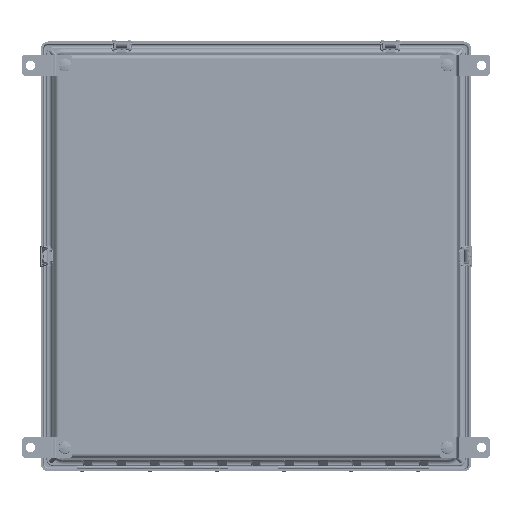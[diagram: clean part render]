
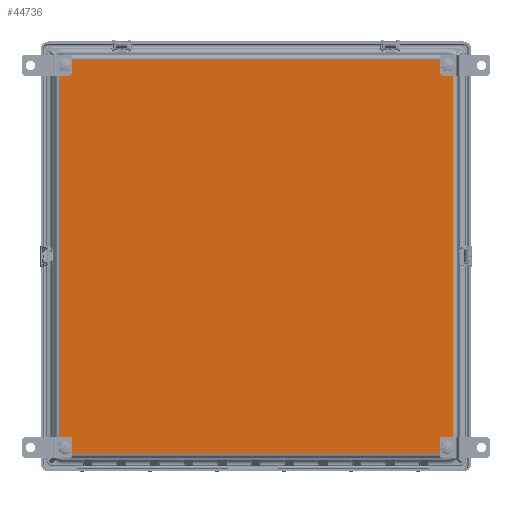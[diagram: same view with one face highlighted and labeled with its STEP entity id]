
A CAD part, front view. The second image highlights one B-rep face of the part: STEP entity #44736.
In plain terms, the highlighted planar face has unit normal (0, -1, 0).
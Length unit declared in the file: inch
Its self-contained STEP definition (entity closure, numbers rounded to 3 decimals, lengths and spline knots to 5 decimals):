
#816 = AXIS2_PLACEMENT_3D ( 'NONE', #58166, #28995, #63075 ) ;
#841 = DIRECTION ( 'NONE',  ( 0., 0., 1. ) ) ;
#1109 = FACE_OUTER_BOUND ( 'NONE', #8482, .T. ) ;
#1624 = CIRCLE ( 'NONE', #46498, 0.3525 ) ;
#1880 = EDGE_CURVE ( 'NONE', #40234, #55910, #3456, .T. ) ;
#3250 = CARTESIAN_POINT ( 'NONE',  ( -11.375, -8.125, 11.7275 ) ) ;
#3456 = CIRCLE ( 'NONE', #816, 0.28987 ) ;
#3705 = EDGE_LOOP ( 'NONE', ( #51919, #51571 ) ) ;
#4643 = ORIENTED_EDGE ( 'NONE', *, *, #57090, .T. ) ;
#4697 = CARTESIAN_POINT ( 'NONE',  ( -11.74287, -8.125, -11.453 ) ) ;
#5006 = CIRCLE ( 'NONE', #61334, 0.3525 ) ;
#5300 = VERTEX_POINT ( 'NONE', #18135 ) ;
#5542 = EDGE_LOOP ( 'NONE', ( #15475, #30836 ) ) ;
#5617 = CARTESIAN_POINT ( 'NONE',  ( 11.375, -8.125, 11.7275 ) ) ;
#5914 = DIRECTION ( 'NONE',  ( 1., 0., 0. ) ) ;
#6527 = AXIS2_PLACEMENT_3D ( 'NONE', #17434, #51484, #22361 ) ;
#6631 = LINE ( 'NONE', #34092, #43888 ) ;
#6891 = ORIENTED_EDGE ( 'NONE', *, *, #20557, .T. ) ;
#6922 = DIRECTION ( 'NONE',  ( 0., 0., -1. ) ) ;
#7262 = EDGE_CURVE ( 'NONE', #5300, #9485, #6631, .T. ) ;
#7775 = DIRECTION ( 'NONE',  ( 0., 1., 0. ) ) ;
#8458 = VERTEX_POINT ( 'NONE', #34147 ) ;
#8482 = EDGE_LOOP ( 'NONE', ( #32585, #23840, #31033, #6891, #60517, #4643, #48106, #51459 ) ) ;
#9174 = CARTESIAN_POINT ( 'NONE',  ( 11.375, -8.125, 11.0225 ) ) ;
#9485 = VERTEX_POINT ( 'NONE', #19556 ) ;
#9715 = LINE ( 'NONE', #59545, #34093 ) ;
#10963 = AXIS2_PLACEMENT_3D ( 'NONE', #18742, #52781, #23643 ) ;
#11404 = DIRECTION ( 'NONE',  ( 0., 1., 0. ) ) ;
#13770 = CIRCLE ( 'NONE', #41177, 0.3525 ) ;
#14869 = AXIS2_PLACEMENT_3D ( 'NONE', #21204, #55244, #26120 ) ;
#15475 = ORIENTED_EDGE ( 'NONE', *, *, #15670, .T. ) ;
#15670 = EDGE_CURVE ( 'NONE', #8458, #60052, #32075, .T. ) ;
#16082 = EDGE_CURVE ( 'NONE', #38270, #21971, #13770, .T. ) ;
#16096 = EDGE_CURVE ( 'NONE', #21971, #38270, #26720, .T. ) ;
#16898 = VERTEX_POINT ( 'NONE', #24734 ) ;
#17434 = CARTESIAN_POINT ( 'NONE',  ( -11.375, -8.125, -11.375 ) ) ;
#17947 = CARTESIAN_POINT ( 'NONE',  ( 11.453, -8.125, -11.74287 ) ) ;
#18135 = CARTESIAN_POINT ( 'NONE',  ( 11.74287, -8.125, -11.453 ) ) ;
#18506 = CARTESIAN_POINT ( 'NONE',  ( 11.453, -8.125, 11.453 ) ) ;
#18600 = LINE ( 'NONE', #36082, #44447 ) ;
#18742 = CARTESIAN_POINT ( 'NONE',  ( -11.453, -8.125, -11.453 ) ) ;
#18985 = CARTESIAN_POINT ( 'NONE',  ( -11.453, -8.125, -11.74287 ) ) ;
#19556 = CARTESIAN_POINT ( 'NONE',  ( 11.74287, -8.125, 11.453 ) ) ;
#19592 = ORIENTED_EDGE ( 'NONE', *, *, #32714, .T. ) ;
#20177 = DIRECTION ( 'NONE',  ( 0., 1., 0. ) ) ;
#20557 = EDGE_CURVE ( 'NONE', #45889, #5300, #45306, .T. ) ;
#20660 = DIRECTION ( 'NONE',  ( 0., 1., 0. ) ) ;
#21204 = CARTESIAN_POINT ( 'NONE',  ( 11.453, -8.125, -11.453 ) ) ;
#21704 = EDGE_CURVE ( 'NONE', #23572, #40234, #33791, .T. ) ;
#21971 = VERTEX_POINT ( 'NONE', #5617 ) ;
#22361 = DIRECTION ( 'NONE',  ( 0., 0., 1. ) ) ;
#22408 = VECTOR ( 'NONE', #60667, 39.37008 ) ;
#22629 = ORIENTED_EDGE ( 'NONE', *, *, #23432, .T. ) ;
#23405 = DIRECTION ( 'NONE',  ( 0., 0., 1. ) ) ;
#23432 = EDGE_CURVE ( 'NONE', #55464, #16898, #31049, .T. ) ;
#23572 = VERTEX_POINT ( 'NONE', #59058 ) ;
#23643 = DIRECTION ( 'NONE',  ( 0., 0., 1. ) ) ;
#23840 = ORIENTED_EDGE ( 'NONE', *, *, #52914, .T. ) ;
#24734 = CARTESIAN_POINT ( 'NONE',  ( -11.375, -8.125, 11.0225 ) ) ;
#26120 = DIRECTION ( 'NONE',  ( 0., 0., 1. ) ) ;
#26127 = CARTESIAN_POINT ( 'NONE',  ( 11.375, -8.125, 11.375 ) ) ;
#26275 = AXIS2_PLACEMENT_3D ( 'NONE', #18506, #52538, #23405 ) ;
#26720 = CIRCLE ( 'NONE', #44419, 0.3525 ) ;
#26951 = CARTESIAN_POINT ( 'NONE',  ( -11.453, -8.125, 11.453 ) ) ;
#27153 = PLANE ( 'NONE',  #40153 ) ;
#28437 = ORIENTED_EDGE ( 'NONE', *, *, #57287, .T. ) ;
#28859 = CIRCLE ( 'NONE', #49079, 0.3525 ) ;
#28866 = DIRECTION ( 'NONE',  ( 0., 1., 0. ) ) ;
#28894 = DIRECTION ( 'NONE',  ( 0., 1., 0. ) ) ;
#28995 = DIRECTION ( 'NONE',  ( 0., -1., 0. ) ) ;
#29412 = CARTESIAN_POINT ( 'NONE',  ( 11.375, -8.125, -11.7275 ) ) ;
#29954 = DIRECTION ( 'NONE',  ( 0., 1., 0. ) ) ;
#30836 = ORIENTED_EDGE ( 'NONE', *, *, #48457, .T. ) ;
#30998 = DIRECTION ( 'NONE',  ( 0., 0., 1. ) ) ;
#31033 = ORIENTED_EDGE ( 'NONE', *, *, #36312, .T. ) ;
#31049 = CIRCLE ( 'NONE', #49272, 0.3525 ) ;
#31487 = CARTESIAN_POINT ( 'NONE',  ( -11.453, -8.125, 11.74287 ) ) ;
#32075 = CIRCLE ( 'NONE', #6527, 0.3525 ) ;
#32585 = ORIENTED_EDGE ( 'NONE', *, *, #44620, .T. ) ;
#32714 = EDGE_CURVE ( 'NONE', #61992, #36959, #1624, .T. ) ;
#33791 = LINE ( 'NONE', #31487, #22408 ) ;
#34035 = CARTESIAN_POINT ( 'NONE',  ( 11.375, -8.125, -11.0225 ) ) ;
#34092 = CARTESIAN_POINT ( 'NONE',  ( 11.74287, -8.125, 11.453 ) ) ;
#34093 = VECTOR ( 'NONE', #5914, 39.37008 ) ;
#34147 = CARTESIAN_POINT ( 'NONE',  ( -11.375, -8.125, -11.7275 ) ) ;
#34733 = CARTESIAN_POINT ( 'NONE',  ( -11.375, -8.125, -11.0225 ) ) ;
#36082 = CARTESIAN_POINT ( 'NONE',  ( -11.74287, -8.125, 11.453 ) ) ;
#36312 = EDGE_CURVE ( 'NONE', #59836, #45889, #9715, .T. ) ;
#36865 = FACE_BOUND ( 'NONE', #45024, .T. ) ;
#36959 = VERTEX_POINT ( 'NONE', #29412 ) ;
#38270 = VERTEX_POINT ( 'NONE', #9174 ) ;
#38379 = FACE_BOUND ( 'NONE', #43407, .T. ) ;
#39194 = DIRECTION ( 'NONE',  ( 0., 0., 1. ) ) ;
#40153 = AXIS2_PLACEMENT_3D ( 'NONE', #26951, #7775, #41795 ) ;
#40234 = VERTEX_POINT ( 'NONE', #56057 ) ;
#40561 = CARTESIAN_POINT ( 'NONE',  ( 11.375, -8.125, 11.375 ) ) ;
#41177 = AXIS2_PLACEMENT_3D ( 'NONE', #40561, #11404, #45452 ) ;
#41795 = DIRECTION ( 'NONE',  ( 0., 0., 1. ) ) ;
#43407 = EDGE_LOOP ( 'NONE', ( #28437, #19592 ) ) ;
#43859 = VERTEX_POINT ( 'NONE', #4697 ) ;
#43888 = VECTOR ( 'NONE', #39194, 39.37008 ) ;
#44419 = AXIS2_PLACEMENT_3D ( 'NONE', #26127, #60169, #30998 ) ;
#44447 = VECTOR ( 'NONE', #6922, 39.37008 ) ;
#44620 = EDGE_CURVE ( 'NONE', #55910, #43859, #18600, .T. ) ;
#44736 = ADVANCED_FACE ( 'NONE', ( #1109, #51322, #38379, #49772, #36865 ), #27153, .F. ) ;
#44932 = CIRCLE ( 'NONE', #48082, 0.3525 ) ;
#45024 = EDGE_LOOP ( 'NONE', ( #54190, #22629 ) ) ;
#45306 = CIRCLE ( 'NONE', #14869, 0.28987 ) ;
#45452 = DIRECTION ( 'NONE',  ( 0., 0., 1. ) ) ;
#45889 = VERTEX_POINT ( 'NONE', #17947 ) ;
#46498 = AXIS2_PLACEMENT_3D ( 'NONE', #49326, #20177, #54216 ) ;
#48082 = AXIS2_PLACEMENT_3D ( 'NONE', #58044, #28894, #62967 ) ;
#48106 = ORIENTED_EDGE ( 'NONE', *, *, #21704, .T. ) ;
#48457 = EDGE_CURVE ( 'NONE', #60052, #8458, #44932, .T. ) ;
#49079 = AXIS2_PLACEMENT_3D ( 'NONE', #59122, #29954, #841 ) ;
#49272 = AXIS2_PLACEMENT_3D ( 'NONE', #58018, #28866, #62942 ) ;
#49326 = CARTESIAN_POINT ( 'NONE',  ( 11.375, -8.125, -11.375 ) ) ;
#49772 = FACE_BOUND ( 'NONE', #3705, .T. ) ;
#49808 = CARTESIAN_POINT ( 'NONE',  ( -11.375, -8.125, 11.375 ) ) ;
#51322 = FACE_BOUND ( 'NONE', #5542, .T. ) ;
#51459 = ORIENTED_EDGE ( 'NONE', *, *, #1880, .T. ) ;
#51484 = DIRECTION ( 'NONE',  ( 0., 1., 0. ) ) ;
#51571 = ORIENTED_EDGE ( 'NONE', *, *, #16096, .T. ) ;
#51919 = ORIENTED_EDGE ( 'NONE', *, *, #16082, .T. ) ;
#52538 = DIRECTION ( 'NONE',  ( 0., -1., 0. ) ) ;
#52781 = DIRECTION ( 'NONE',  ( 0., -1., 0. ) ) ;
#52914 = EDGE_CURVE ( 'NONE', #43859, #59836, #57333, .T. ) ;
#54190 = ORIENTED_EDGE ( 'NONE', *, *, #56782, .T. ) ;
#54216 = DIRECTION ( 'NONE',  ( 0., 0., 1. ) ) ;
#54699 = DIRECTION ( 'NONE',  ( 0., 0., 1. ) ) ;
#55244 = DIRECTION ( 'NONE',  ( 0., -1., 0. ) ) ;
#55464 = VERTEX_POINT ( 'NONE', #3250 ) ;
#55910 = VERTEX_POINT ( 'NONE', #55920 ) ;
#55920 = CARTESIAN_POINT ( 'NONE',  ( -11.74287, -8.125, 11.453 ) ) ;
#56057 = CARTESIAN_POINT ( 'NONE',  ( -11.453, -8.125, 11.74287 ) ) ;
#56782 = EDGE_CURVE ( 'NONE', #16898, #55464, #5006, .T. ) ;
#57090 = EDGE_CURVE ( 'NONE', #9485, #23572, #60880, .T. ) ;
#57287 = EDGE_CURVE ( 'NONE', #36959, #61992, #28859, .T. ) ;
#57333 = CIRCLE ( 'NONE', #10963, 0.28987 ) ;
#58018 = CARTESIAN_POINT ( 'NONE',  ( -11.375, -8.125, 11.375 ) ) ;
#58044 = CARTESIAN_POINT ( 'NONE',  ( -11.375, -8.125, -11.375 ) ) ;
#58166 = CARTESIAN_POINT ( 'NONE',  ( -11.453, -8.125, 11.453 ) ) ;
#59058 = CARTESIAN_POINT ( 'NONE',  ( 11.453, -8.125, 11.74287 ) ) ;
#59122 = CARTESIAN_POINT ( 'NONE',  ( 11.375, -8.125, -11.375 ) ) ;
#59545 = CARTESIAN_POINT ( 'NONE',  ( -11.453, -8.125, -11.74287 ) ) ;
#59836 = VERTEX_POINT ( 'NONE', #18985 ) ;
#60052 = VERTEX_POINT ( 'NONE', #34733 ) ;
#60169 = DIRECTION ( 'NONE',  ( 0., 1., 0. ) ) ;
#60517 = ORIENTED_EDGE ( 'NONE', *, *, #7262, .T. ) ;
#60667 = DIRECTION ( 'NONE',  ( -1., 0., 0. ) ) ;
#60880 = CIRCLE ( 'NONE', #26275, 0.28987 ) ;
#61334 = AXIS2_PLACEMENT_3D ( 'NONE', #49808, #20660, #54699 ) ;
#61992 = VERTEX_POINT ( 'NONE', #34035 ) ;
#62942 = DIRECTION ( 'NONE',  ( 0., 0., 1. ) ) ;
#62967 = DIRECTION ( 'NONE',  ( 0., 0., 1. ) ) ;
#63075 = DIRECTION ( 'NONE',  ( 0., 0., 1. ) ) ;
